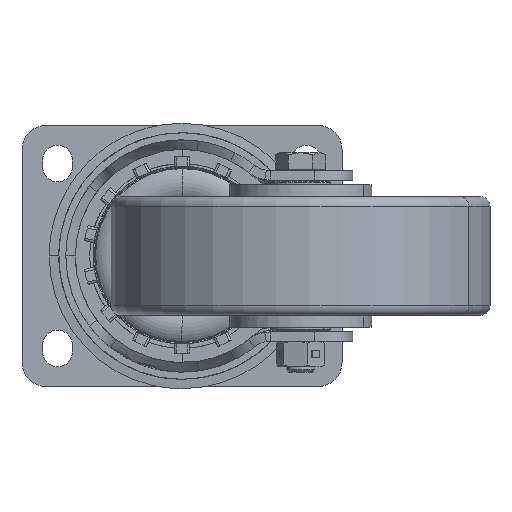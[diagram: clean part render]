
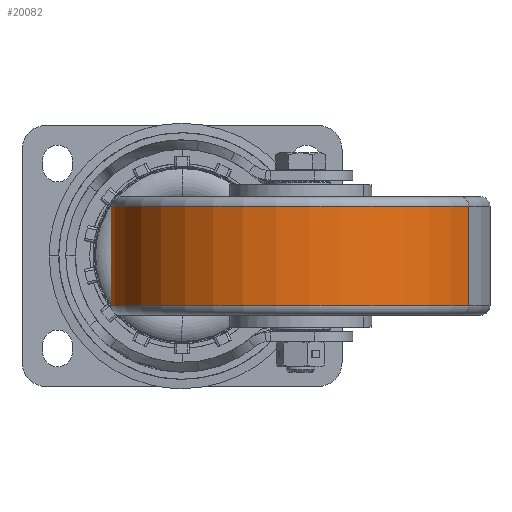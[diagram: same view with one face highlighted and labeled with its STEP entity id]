
A CAD part, front view. The second image highlights one B-rep face of the part: STEP entity #20082.
In plain terms, the highlighted cylindrical face has radius 80 mm (diameter 160 mm), a partial arc.
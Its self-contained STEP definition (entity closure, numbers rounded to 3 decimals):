
#3572 = CARTESIAN_POINT ( 'NONE',  ( -20.942, -88.024, -21. ) ) ;
#4734 = AXIS2_PLACEMENT_3D ( 'NONE', #14361, #5616, #15092 ) ;
#5332 = ORIENTED_EDGE ( 'NONE', *, *, #29799, .T. ) ;
#5495 = EDGE_LOOP ( 'NONE', ( #15157, #9964, #23082, #5332 ) ) ;
#5616 = DIRECTION ( 'NONE',  ( 0., 0., -1. ) ) ;
#6775 = DIRECTION ( 'NONE',  ( 0., 0., -1. ) ) ;
#8565 = CARTESIAN_POINT ( 'NONE',  ( 50., -125., -21. ) ) ;
#9140 = CIRCLE ( 'NONE', #29843, 80. ) ;
#9964 = ORIENTED_EDGE ( 'NONE', *, *, #27103, .T. ) ;
#10323 = DIRECTION ( 'NONE',  ( 0., 0., -1. ) ) ;
#10962 = DIRECTION ( 'NONE',  ( 0., 0., 1. ) ) ;
#12743 = VERTEX_POINT ( 'NONE', #24920 ) ;
#13818 = DIRECTION ( 'NONE',  ( 0.887, -0.462, 0. ) ) ;
#14361 = CARTESIAN_POINT ( 'NONE',  ( 50., -125., -58.614 ) ) ;
#15092 = DIRECTION ( 'NONE',  ( -0.887, 0.462, 0. ) ) ;
#15157 = ORIENTED_EDGE ( 'NONE', *, *, #27790, .F. ) ;
#15265 = CARTESIAN_POINT ( 'NONE',  ( 50., -125., 21. ) ) ;
#17708 = AXIS2_PLACEMENT_3D ( 'NONE', #15265, #6775, #18135 ) ;
#17803 = LINE ( 'NONE', #27834, #24969 ) ;
#17861 = CYLINDRICAL_SURFACE ( 'NONE', #4734, 80. ) ;
#18135 = DIRECTION ( 'NONE',  ( -0.887, 0.462, 0. ) ) ;
#19200 = DIRECTION ( 'NONE',  ( 0., 0., -1. ) ) ;
#20082 = ADVANCED_FACE ( 'NONE', ( #34017 ), #17861, .T. ) ;
#21108 = CIRCLE ( 'NONE', #17708, 80. ) ;
#22410 = VECTOR ( 'NONE', #10323, 1000. ) ;
#23082 = ORIENTED_EDGE ( 'NONE', *, *, #23640, .T. ) ;
#23294 = LINE ( 'NONE', #36033, #22410 ) ;
#23533 = VERTEX_POINT ( 'NONE', #35579 ) ;
#23640 = EDGE_CURVE ( 'NONE', #26124, #29501, #17803, .T. ) ;
#24920 = CARTESIAN_POINT ( 'NONE',  ( 120.942, -161.976, -21. ) ) ;
#24969 = VECTOR ( 'NONE', #19200, 1000. ) ;
#26124 = VERTEX_POINT ( 'NONE', #36656 ) ;
#27103 = EDGE_CURVE ( 'NONE', #23533, #26124, #21108, .T. ) ;
#27790 = EDGE_CURVE ( 'NONE', #23533, #12743, #23294, .T. ) ;
#27834 = CARTESIAN_POINT ( 'NONE',  ( -20.942, -88.024, -58.614 ) ) ;
#29501 = VERTEX_POINT ( 'NONE', #3572 ) ;
#29799 = EDGE_CURVE ( 'NONE', #29501, #12743, #9140, .T. ) ;
#29843 = AXIS2_PLACEMENT_3D ( 'NONE', #8565, #10962, #13818 ) ;
#34017 = FACE_OUTER_BOUND ( 'NONE', #5495, .T. ) ;
#35579 = CARTESIAN_POINT ( 'NONE',  ( 120.942, -161.976, 21. ) ) ;
#36033 = CARTESIAN_POINT ( 'NONE',  ( 120.942, -161.976, -58.614 ) ) ;
#36656 = CARTESIAN_POINT ( 'NONE',  ( -20.942, -88.024, 21. ) ) ;
